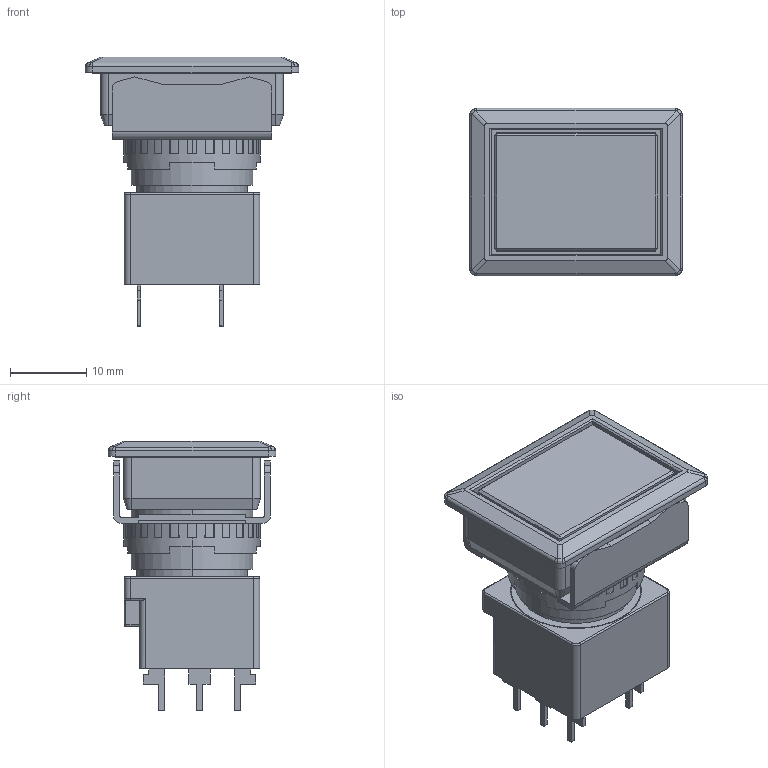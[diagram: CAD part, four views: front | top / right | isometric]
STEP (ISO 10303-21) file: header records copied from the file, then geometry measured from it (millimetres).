
FILE_DESCRIPTION (( 'STEP AP214' ), '1' );
FILE_NAME ('224_LB8(M)B-[M][A]1TxV$.STEP', '2020-09-25T01:38:42', ( 'IDEC' ), ( 'IDEC' ), 'SwSTEP 2.0', 'SolidWorks 2019', '' );
FILE_SCHEMA (( 'AUTOMOTIVE_DESIGN' ));
Length unit declared in the file: millimetre
Products named in the file (5): LB-T2V; LB-FL-BODY-H; LB-FL-NUT-SET; LB-OPERATOR-H; 224_LB8(M)B-[M][A]1TxV$
Assembly tree (4 placements, depth 2):
  224_LB8(M)B-[M][A]1TxV$
    LB-FL-BODY-H
    LB-OPERATOR-H
    LB-T2V
    LB-FL-NUT-SET
Bounding box: 28 x 22 x 35.4 mm (x, y, z)
Volume: 8701.1 mm3; surface area: 7563.8 mm2
Topology: 4 solids, 4 shells, 426 faces, 1137 edges, 726 vertices
Faces by surface type: plane 268, cylinder 128, bspline 24, cone 6
Entity records: 14656 total; most frequent: CARTESIAN_POINT 3068, ORIENTED_EDGE 2262, DIRECTION 2186, EDGE_CURVE 1131, VECTOR 786, LINE 786, VERTEX_POINT 726, AXIS2_PLACEMENT_3D 700
